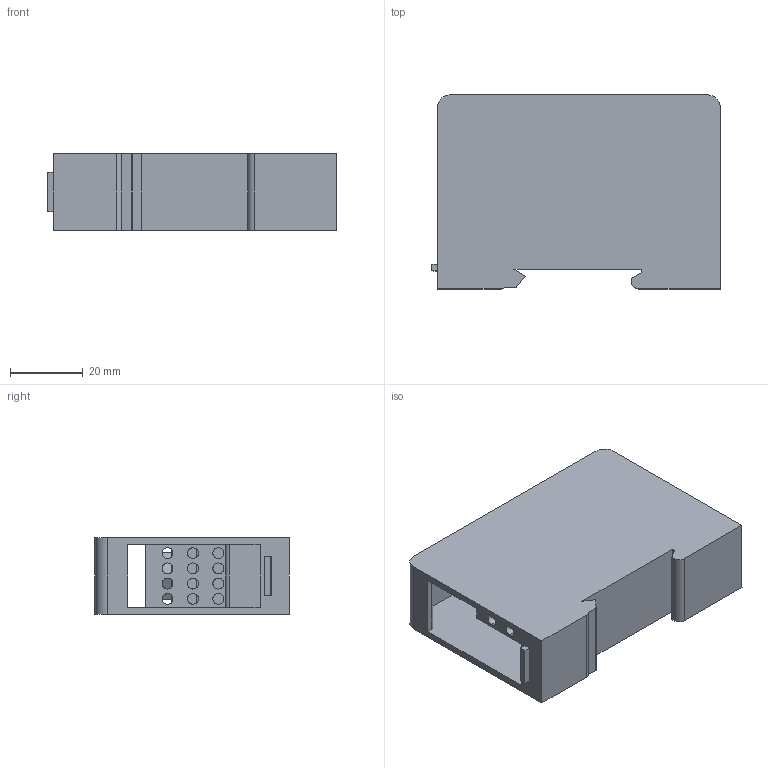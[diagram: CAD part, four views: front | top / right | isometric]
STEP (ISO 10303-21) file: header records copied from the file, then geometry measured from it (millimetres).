
FILE_DESCRIPTION((''),'2;1');
FILE_NAME('ASM0001_ASM','2024-01-23T',('dell'),(''),'PRO/ENGINEER BY PARAMETRIC TECHNOLOGY CORPORATION, 2013230','PRO/ENGINEER BY PARAMETRIC TECHNOLOGY CORPORATION, 2013230','');
FILE_SCHEMA(('AUTOMOTIVE_DESIGN { 1 0 10303 214 1 1 1 1 }'));
Length unit declared in the file: millimetre
Products named in the file (1): ASM0001_ASM
Bounding box: 79.61 x 53.5 x 21 mm (x, y, z)
Volume: 44766.3 mm3; surface area: 24565 mm2
Topology: 1 solids, 2 shells, 203 faces, 567 edges, 353 vertices
Faces by surface type: cylinder 93, plane 90, bspline 11, cone 6, torus 2, extrusion 1
Entity records: 9385 total; most frequent: CARTESIAN_POINT 4187, ORIENTED_EDGE 1134, DIRECTION 990, EDGE_CURVE 567, VERTEX_POINT 353, AXIS2_PLACEMENT_3D 345, VECTOR 300, LINE 299
